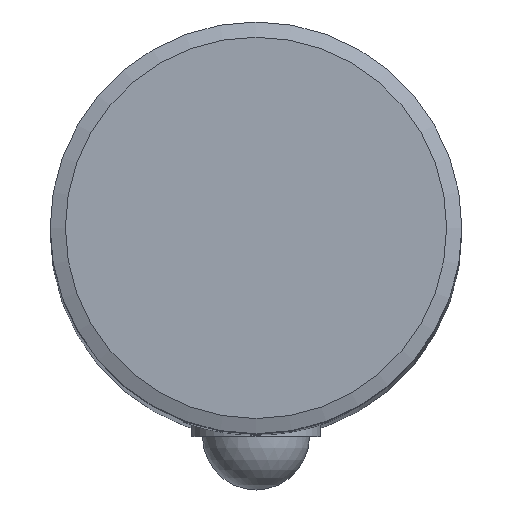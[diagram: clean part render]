
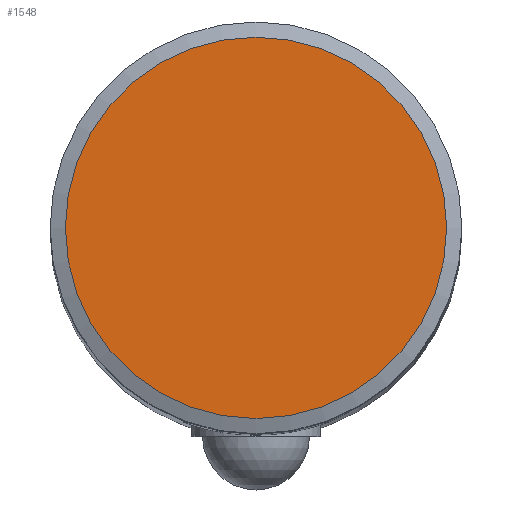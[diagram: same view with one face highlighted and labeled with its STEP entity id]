
A CAD part, top view. The second image highlights one B-rep face of the part: STEP entity #1548.
In plain terms, the highlighted planar face has unit normal (0, 0, 1).
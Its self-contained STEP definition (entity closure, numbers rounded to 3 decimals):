
#274=PLANE('',#1708);
#391=ORIENTED_EDGE('',*,*,#831,.T.);
#831=EDGE_CURVE('',#1055,#1055,#1188,.T.);
#1055=VERTEX_POINT('',#2555);
#1188=CIRCLE('',#1707,46.3);
#1268=EDGE_LOOP('',(#391));
#1392=FACE_BOUND('',#1268,.T.);
#1548=ADVANCED_FACE('',(#1392),#274,.F.);
#1707=AXIS2_PLACEMENT_3D('',#2554,#1991,#1992);
#1708=AXIS2_PLACEMENT_3D('',#2556,#1993,#1994);
#1991=DIRECTION('',(0.,0.,1.));
#1992=DIRECTION('',(1.,0.,0.));
#1993=DIRECTION('',(0.,0.,-1.));
#1994=DIRECTION('',(-1.,0.,0.));
#2554=CARTESIAN_POINT('',(0.,0.,700.));
#2555=CARTESIAN_POINT('',(46.3,0.,700.));
#2556=CARTESIAN_POINT('',(46.3,0.,700.));
